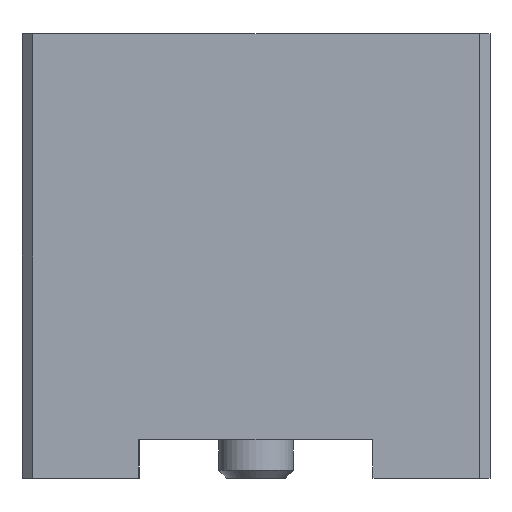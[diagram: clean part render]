
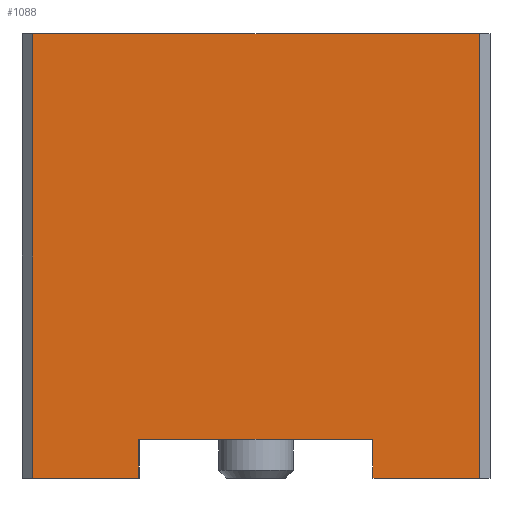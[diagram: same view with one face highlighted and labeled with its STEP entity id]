
A CAD part, left-side view. The second image highlights one B-rep face of the part: STEP entity #1088.
In plain terms, the highlighted planar face has unit normal (-1, 0, 0).
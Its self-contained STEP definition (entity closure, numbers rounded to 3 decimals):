
#43=LINE('',#1540,#107);
#54=LINE('',#1562,#118);
#59=LINE('',#1573,#123);
#60=LINE('',#1576,#124);
#61=LINE('',#1577,#125);
#62=LINE('',#1579,#126);
#63=LINE('',#1581,#127);
#64=LINE('',#1582,#128);
#107=VECTOR('',#1313,1000.);
#118=VECTOR('',#1330,1000.);
#123=VECTOR('',#1337,1000.);
#124=VECTOR('',#1338,1000.);
#125=VECTOR('',#1339,1000.);
#126=VECTOR('',#1340,1000.);
#127=VECTOR('',#1341,1000.);
#128=VECTOR('',#1342,1000.);
#275=ORIENTED_EDGE('',*,*,#438,.T.);
#276=ORIENTED_EDGE('',*,*,#439,.T.);
#277=ORIENTED_EDGE('',*,*,#433,.F.);
#278=ORIENTED_EDGE('',*,*,#440,.F.);
#279=ORIENTED_EDGE('',*,*,#441,.T.);
#280=ORIENTED_EDGE('',*,*,#442,.T.);
#281=ORIENTED_EDGE('',*,*,#422,.F.);
#282=ORIENTED_EDGE('',*,*,#443,.T.);
#422=EDGE_CURVE('',#514,#515,#43,.T.);
#433=EDGE_CURVE('',#523,#524,#54,.T.);
#438=EDGE_CURVE('',#528,#529,#59,.T.);
#439=EDGE_CURVE('',#529,#524,#60,.T.);
#440=EDGE_CURVE('',#530,#523,#61,.T.);
#441=EDGE_CURVE('',#530,#531,#62,.T.);
#442=EDGE_CURVE('',#531,#515,#63,.T.);
#443=EDGE_CURVE('',#514,#528,#64,.T.);
#514=VERTEX_POINT('',#1539);
#515=VERTEX_POINT('',#1541);
#523=VERTEX_POINT('',#1563);
#524=VERTEX_POINT('',#1564);
#528=VERTEX_POINT('',#1574);
#529=VERTEX_POINT('',#1575);
#530=VERTEX_POINT('',#1578);
#531=VERTEX_POINT('',#1580);
#610=EDGE_LOOP('',(#275,#276,#277,#278,#279,#280,#281,#282));
#674=FACE_BOUND('',#610,.T.);
#713=PLANE('',#1169);
#1088=ADVANCED_FACE('',(#674),#713,.T.);
#1169=AXIS2_PLACEMENT_3D('',#1572,#1335,#1336);
#1313=DIRECTION('',(0.,1.,0.));
#1330=DIRECTION('',(0.,1.,0.));
#1335=DIRECTION('',(-1.,0.,0.));
#1336=DIRECTION('',(0.,0.,1.));
#1337=DIRECTION('',(0.,1.,0.));
#1338=DIRECTION('',(0.,0.,-1.));
#1339=DIRECTION('',(0.,0.,-1.));
#1340=DIRECTION('',(0.,-1.,0.));
#1341=DIRECTION('',(0.,0.,-1.));
#1342=DIRECTION('',(0.,0.,1.));
#1539=CARTESIAN_POINT('',(-3.,-2.865,-3.25));
#1540=CARTESIAN_POINT('',(-3.,-3.,-3.25));
#1541=CARTESIAN_POINT('',(-3.,-1.5,-3.25));
#1562=CARTESIAN_POINT('',(-3.,-3.,-3.25));
#1563=CARTESIAN_POINT('',(-3.,1.5,-3.25));
#1564=CARTESIAN_POINT('',(-3.,2.865,-3.25));
#1572=CARTESIAN_POINT('',(-3.,-3.,-3.25));
#1573=CARTESIAN_POINT('',(-3.,-3.,2.45));
#1574=CARTESIAN_POINT('',(-3.,-2.865,2.45));
#1575=CARTESIAN_POINT('',(-3.,2.865,2.45));
#1576=CARTESIAN_POINT('',(-3.,2.865,-3.25));
#1577=CARTESIAN_POINT('',(-3.,1.5,-2.75));
#1578=CARTESIAN_POINT('',(-3.,1.5,-2.75));
#1579=CARTESIAN_POINT('',(-3.,1.5,-2.75));
#1580=CARTESIAN_POINT('',(-3.,-1.5,-2.75));
#1581=CARTESIAN_POINT('',(-3.,-1.5,-2.75));
#1582=CARTESIAN_POINT('',(-3.,-2.865,2.45));
